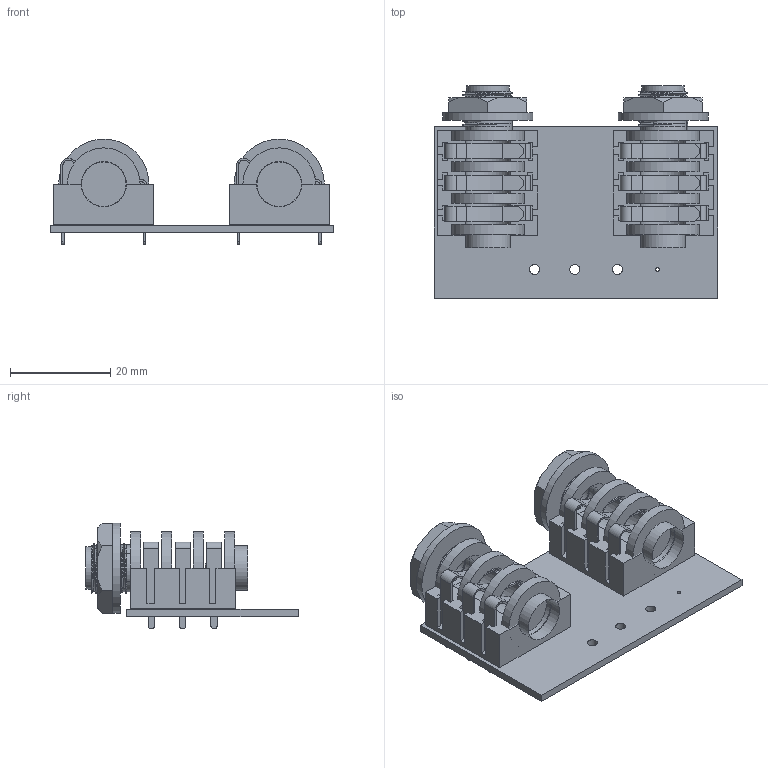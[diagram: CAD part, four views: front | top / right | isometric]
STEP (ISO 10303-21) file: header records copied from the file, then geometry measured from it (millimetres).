
FILE_DESCRIPTION(('KiCad electronic assembly'),'2;1');
FILE_NAME('wb50_back.step','2025-09-30T09:37:44',('Pcbnew'),('Kicad'), 'Open CASCADE STEP processor 7.9','KiCad to STEP converter','Unknown' );
FILE_SCHEMA(('AUTOMOTIVE_DESIGN { 1 0 10303 214 1 1 1 1 }'));
Length unit declared in the file: millimetre
Products named in the file (6): wb50_back 1; ACJS-PH v28; JackConnector-female-6.35-entrance-threaded v1; nut v4; COMPOUND; wb50_back_PCB
Assembly tree (6 placements, depth 3):
  wb50_back 1
    ACJS-PH v28  x2
      JackConnector-female-6.35-entrance-threaded v1
      nut v4
      COMPOUND
    wb50_back_PCB
Bounding box: 56.5 x 42.39 x 21.14 mm (x, y, z)
Volume: 12800.8 mm3; surface area: 17791.3 mm2
Topology: 55 solids, 55 shells, 600 faces, 1446 edges, 958 vertices
Faces by surface type: plane 388, cylinder 180, bspline 18, cone 14
Full cylindrical faces by diameter (mm): 0.7 x1, 1.5 x12, 2 x3, 6.5 x6, 8.498 x4, 8.526 x4, 8.88 x2, 9 x8, 9.047 x22, 9.908 x18, 10.198 x2, 11.122 x4, 14.487 x8, 18 x2
Entity records: 11760 total; most frequent: CARTESIAN_POINT 4145, ORIENTED_EDGE 1504, DIRECTION 1444, EDGE_CURVE 752, LINE 514, VECTOR 514, VERTEX_POINT 499, AXIS2_PLACEMENT_3D 465
